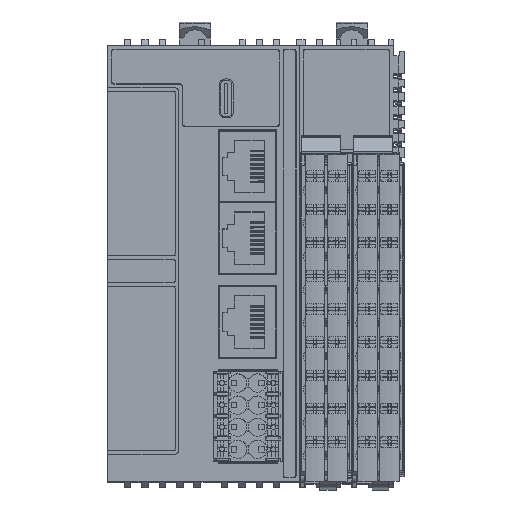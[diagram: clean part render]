
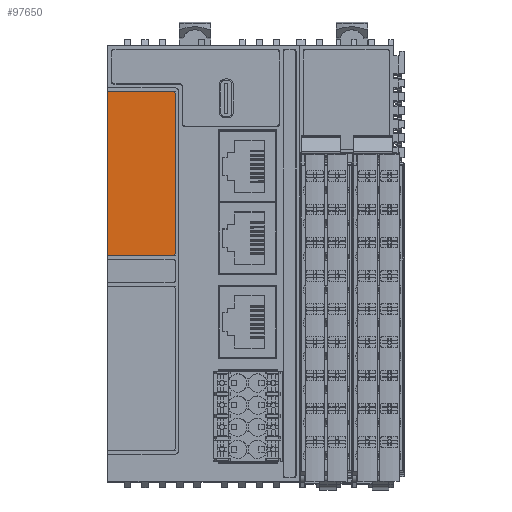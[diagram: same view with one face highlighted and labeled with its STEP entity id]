
A CAD part, top view. The second image highlights one B-rep face of the part: STEP entity #97650.
In plain terms, the highlighted planar face has unit normal (0, 0, 1).
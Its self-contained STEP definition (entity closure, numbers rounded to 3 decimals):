
#21793=CARTESIAN_POINT('',(-35.2,38.95,80.));
#21794=DIRECTION('',(0.,0.,1.));
#21795=DIRECTION('',(1.,0.,0.));
#21796=AXIS2_PLACEMENT_3D('',#21793,#21794,#21795);
#21798=DIRECTION('',(0.,-1.,0.));
#21799=VECTOR('',#21798,36.5);
#21800=CARTESIAN_POINT('',(-34.55,38.95,80.));
#21801=LINE('',#21800,#21799);
#21802=CARTESIAN_POINT('',(-35.2,2.45,80.));
#21803=DIRECTION('',(0.,0.,1.));
#21804=DIRECTION('',(0.639,-0.769,0.));
#21805=AXIS2_PLACEMENT_3D('',#21802,#21803,#21804);
#21807=DIRECTION('',(1.,0.,0.));
#21808=VECTOR('',#21807,15.215);
#21809=CARTESIAN_POINT('',(-50.,1.95,80.));
#21810=LINE('',#21809,#21808);
#21811=DIRECTION('',(1.,0.,0.));
#21812=VECTOR('',#21811,15.215);
#21813=CARTESIAN_POINT('',(-50.,39.45,80.));
#21814=LINE('',#21813,#21812);
#28277=DIRECTION('',(0.,1.,0.));
#28278=VECTOR('',#28277,37.5);
#28279=CARTESIAN_POINT('',(-50.,1.95,80.));
#28280=LINE('',#28279,#28278);
#58161=CARTESIAN_POINT('',(-50.,1.95,80.));
#58163=VERTEX_POINT('',#58161);
#58167=CARTESIAN_POINT('',(-50.,39.45,80.));
#58168=VERTEX_POINT('',#58167);
#72037=CARTESIAN_POINT('',(-34.55,38.95,80.));
#72038=CARTESIAN_POINT('',(-34.785,39.45,80.));
#72039=VERTEX_POINT('',#72037);
#72040=VERTEX_POINT('',#72038);
#72041=CARTESIAN_POINT('',(-34.55,2.45,80.));
#72042=VERTEX_POINT('',#72041);
#72043=CARTESIAN_POINT('',(-34.785,1.95,80.));
#72044=VERTEX_POINT('',#72043);
#97631=CARTESIAN_POINT('',(-50.,-50.,80.));
#97632=DIRECTION('',(0.,0.,1.));
#97633=DIRECTION('',(0.,1.,0.));
#97634=AXIS2_PLACEMENT_3D('',#97631,#97632,#97633);
#97635=PLANE('',#97634);
#97637=ORIENTED_EDGE('',*,*,#97636,.F.);
#97639=ORIENTED_EDGE('',*,*,#97638,.T.);
#97641=ORIENTED_EDGE('',*,*,#97640,.F.);
#97643=ORIENTED_EDGE('',*,*,#97642,.F.);
#97645=ORIENTED_EDGE('',*,*,#97644,.T.);
#97647=ORIENTED_EDGE('',*,*,#97646,.T.);
#97648=EDGE_LOOP('',(#97637,#97639,#97641,#97643,#97645,#97647));
#97649=FACE_OUTER_BOUND('',#97648,.F.);
#97650=ADVANCED_FACE('',(#97649),#97635,.T.);
#21797=CIRCLE('',#21796,0.65);
#21806=CIRCLE('',#21805,0.65);
#97636=EDGE_CURVE('',#72039,#72040,#21797,.T.);
#97638=EDGE_CURVE('',#72039,#72042,#21801,.T.);
#97640=EDGE_CURVE('',#72044,#72042,#21806,.T.);
#97642=EDGE_CURVE('',#58163,#72044,#21810,.T.);
#97644=EDGE_CURVE('',#58163,#58168,#28280,.T.);
#97646=EDGE_CURVE('',#58168,#72040,#21814,.T.);
